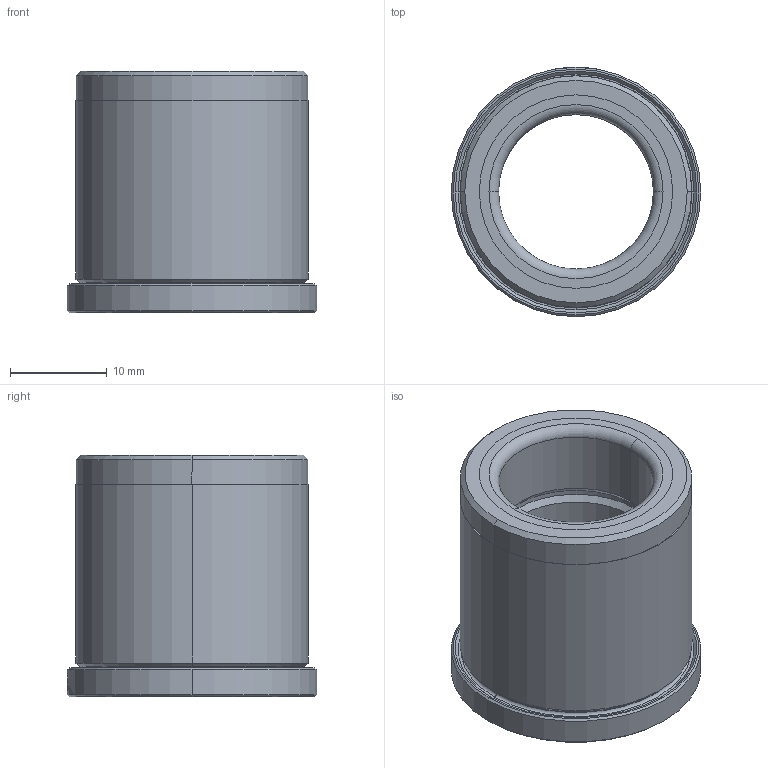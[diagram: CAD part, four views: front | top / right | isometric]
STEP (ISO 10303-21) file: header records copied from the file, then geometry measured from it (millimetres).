
FILE_DESCRIPTION (( 'STEP AP214' ), '1' );
FILE_NAME ('SGBF-D24-d16-25.STEP', '2021-07-29T11:53:04', ( 'User' ), ( 'china' ), 'SwSTEP 2.0', 'SolidWorks 2016', '' );
FILE_SCHEMA (( 'AUTOMOTIVE_DESIGN' ));
Length unit declared in the file: millimetre
Products named in the file (3): SGBF-D24-D16-25肣杶; SGBF-D24-D16-25詩杶; SGBF-D24-d16-25
Assembly tree (2 placements, depth 2):
  SGBF-D24-d16-25
    SGBF-D24-D16-25詩杶
    SGBF-D24-D16-25肣杶
Bounding box: 25.8 x 25.8 x 25 mm (x, y, z)
Volume: 6373.3 mm3; surface area: 6969.1 mm2
Topology: 2 solids, 2 shells, 73 faces, 160 edges, 96 vertices
Faces by surface type: cylinder 34, cone 18, plane 15, torus 6
Entity records: 2262 total; most frequent: CARTESIAN_POINT 542, DIRECTION 362, ORIENTED_EDGE 320, EDGE_CURVE 160, AXIS2_PLACEMENT_3D 148, VERTEX_POINT 96, EDGE_LOOP 82, ADVANCED_FACE 73
